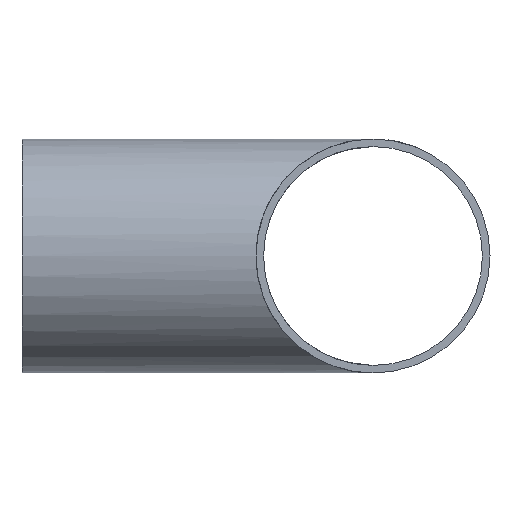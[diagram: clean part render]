
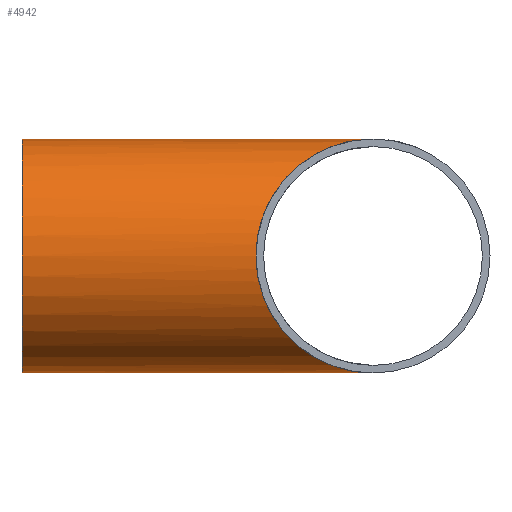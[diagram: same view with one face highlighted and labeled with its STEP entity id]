
A CAD part, left-side view. The second image highlights one B-rep face of the part: STEP entity #4942.
In plain terms, the highlighted cylindrical face has radius 25.4 mm (diameter 50.8 mm), a full revolution.
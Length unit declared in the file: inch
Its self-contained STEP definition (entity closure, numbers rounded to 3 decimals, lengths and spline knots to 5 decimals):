
#45=ELLIPSE('',#5198,1.41421,1.);
#46=ELLIPSE('',#5199,1.41421,1.);
#78=FACE_BOUND('',#897,.T.);
#597=FACE_OUTER_BOUND('',#896,.T.);
#896=EDGE_LOOP('',(#4607,#4608));
#897=EDGE_LOOP('',(#4609));
#1943=CIRCLE('',#5212,1.);
#2428=VERTEX_POINT('',#10877);
#2429=VERTEX_POINT('',#10878);
#2433=VERTEX_POINT('',#10896);
#3158=EDGE_CURVE('',#2428,#2429,#45,.T.);
#3159=EDGE_CURVE('',#2429,#2428,#46,.T.);
#3163=EDGE_CURVE('',#2433,#2433,#1943,.T.);
#4607=ORIENTED_EDGE('',*,*,#3159,.F.);
#4608=ORIENTED_EDGE('',*,*,#3158,.F.);
#4609=ORIENTED_EDGE('',*,*,#3163,.F.);
#4653=CYLINDRICAL_SURFACE('',#5211,1.);
#4942=ADVANCED_FACE('',(#597,#78),#4653,.T.);
#5198=AXIS2_PLACEMENT_3D('',#10879,#6060,#6061);
#5199=AXIS2_PLACEMENT_3D('',#10880,#6062,#6063);
#5211=AXIS2_PLACEMENT_3D('',#10895,#6086,#6087);
#5212=AXIS2_PLACEMENT_3D('',#10897,#6088,#6089);
#6060=DIRECTION('center_axis',(0.707,-0.707,0.));
#6061=DIRECTION('ref_axis',(-0.707,-0.707,0.));
#6062=DIRECTION('center_axis',(-0.707,-0.707,0.));
#6063=DIRECTION('ref_axis',(-0.707,0.707,0.));
#6086=DIRECTION('center_axis',(0.,1.,0.));
#6087=DIRECTION('ref_axis',(-1.,0.,0.));
#6088=DIRECTION('center_axis',(0.,1.,0.));
#6089=DIRECTION('ref_axis',(1.,0.,0.));
#10877=CARTESIAN_POINT('',(0.,0.,
-1.));
#10878=CARTESIAN_POINT('',(0.,0.,
1.));
#10879=CARTESIAN_POINT('Origin',(0.,0.,
0.));
#10880=CARTESIAN_POINT('Origin',(0.,0.,
0.));
#10895=CARTESIAN_POINT('Origin',(0.,1.5,0.));
#10896=CARTESIAN_POINT('',(-1.,3.,0.));
#10897=CARTESIAN_POINT('Origin',(0.,3.,0.));
